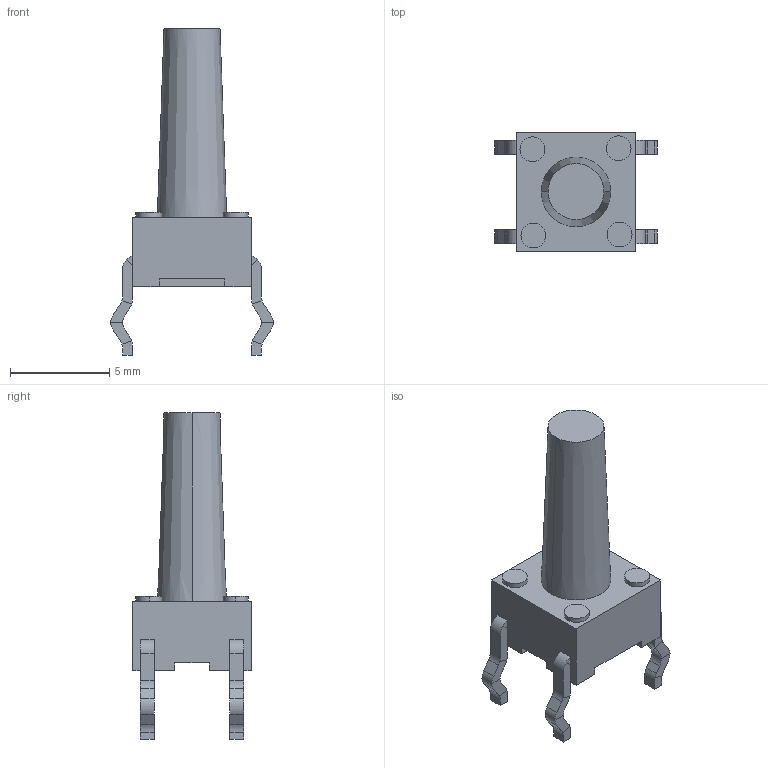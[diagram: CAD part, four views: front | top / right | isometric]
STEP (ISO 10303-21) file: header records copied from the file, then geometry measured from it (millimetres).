
FILE_DESCRIPTION (( 'STEP AP214' ), '1' );
FILE_NAME ('6X6X13_BUTTON.STEP', '2023-09-29T06:15:56', ( '' ), ( '' ), 'SwSTEP 2.0', 'SolidWorks 2016', '' );
FILE_SCHEMA (( 'AUTOMOTIVE_DESIGN' ));
Length unit declared in the file: millimetre
Products named in the file (1): 6X6X13_BUTTON
Bounding box: 8.2 x 6 x 16.45 mm (x, y, z)
Volume: 202.6 mm3; surface area: 300 mm2
Topology: 1 solids, 1 shells, 137 faces, 382 edges, 252 vertices
Faces by surface type: plane 99, cylinder 36, cone 2
Entity records: 5965 total; most frequent: DIRECTION 790, CARTESIAN_POINT 772, ORIENTED_EDGE 764, EDGE_CURVE 382, AXIS2_PLACEMENT_3D 270, VERTEX_POINT 252, VECTOR 250, LINE 250
